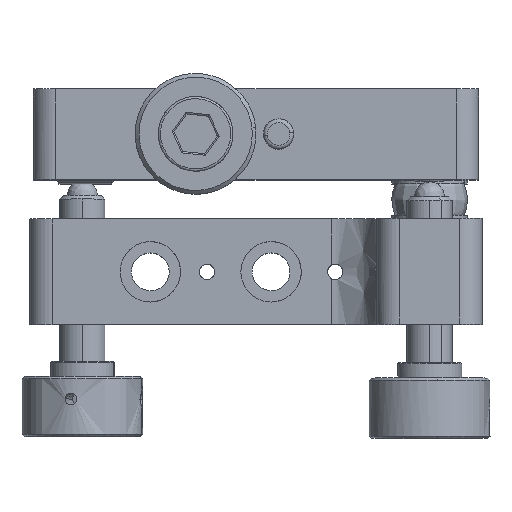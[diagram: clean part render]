
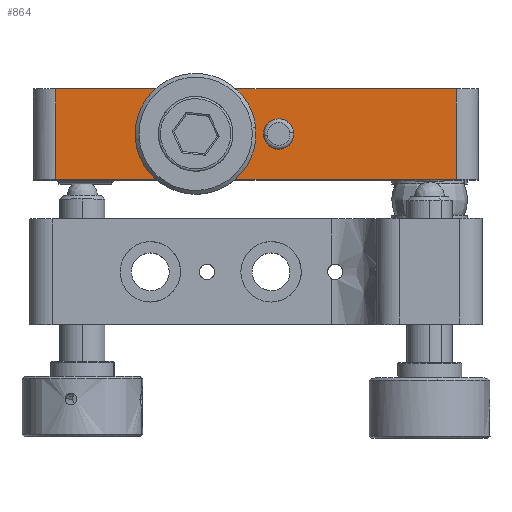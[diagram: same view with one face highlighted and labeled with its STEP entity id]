
A CAD part, top view. The second image highlights one B-rep face of the part: STEP entity #864.
In plain terms, the highlighted planar face has unit normal (0, 0, 1).
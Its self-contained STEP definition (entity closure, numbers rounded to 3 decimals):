
#255=FACE_BOUND('',#2368,.T.);
#256=FACE_BOUND('',#2369,.T.);
#864=ADVANCED_FACE('',(#1582,#255,#256),#11936,.T.);
#1582=FACE_OUTER_BOUND('',#2367,.T.);
#2367=EDGE_LOOP('',(#5642,#5643,#5644,#5645));
#2368=EDGE_LOOP('',(#5646,#5647));
#2369=EDGE_LOOP('',(#5648,#5649));
#5642=ORIENTED_EDGE('',*,*,#8024,.F.);
#5643=ORIENTED_EDGE('',*,*,#7944,.F.);
#5644=ORIENTED_EDGE('',*,*,#8025,.T.);
#5645=ORIENTED_EDGE('',*,*,#7983,.F.);
#5646=ORIENTED_EDGE('',*,*,#8180,.T.);
#5647=ORIENTED_EDGE('',*,*,#8072,.T.);
#5648=ORIENTED_EDGE('',*,*,#8026,.T.);
#5649=ORIENTED_EDGE('',*,*,#8071,.T.);
#7944=EDGE_CURVE('',#11349,#11350,#9388,.T.);
#7983=EDGE_CURVE('',#11403,#11404,#9405,.T.);
#8024=EDGE_CURVE('',#11350,#11403,#10086,.T.);
#8025=EDGE_CURVE('',#11349,#11404,#9423,.T.);
#8026=EDGE_CURVE('',#11449,#11448,#10087,.T.);
#8071=EDGE_CURVE('',#11448,#11449,#10112,.T.);
#8072=EDGE_CURVE('',#11446,#11447,#10113,.T.);
#8180=EDGE_CURVE('',#11447,#11446,#10182,.T.);
#9388=B_SPLINE_CURVE_WITH_KNOTS('',1,(#23913,#23914),.UNSPECIFIED.,.F.,
 .F.,(2,2),(-53.,0.),.UNSPECIFIED.);
#9405=B_SPLINE_CURVE_WITH_KNOTS('',1,(#24024,#24025),.UNSPECIFIED.,.F.,
 .F.,(2,2),(0.,53.),.UNSPECIFIED.);
#9423=B_SPLINE_CURVE_WITH_KNOTS('',1,(#24150,#24151),.UNSPECIFIED.,.F.,
 .F.,(2,2),(-12.,0.),.UNSPECIFIED.);
#10086=(
BOUNDED_CURVE()
B_SPLINE_CURVE(1,(#24148,#24149),.UNSPECIFIED.,.F.,.F.)
B_SPLINE_CURVE_WITH_KNOTS((2,2),(0.,12.),.UNSPECIFIED.)
CURVE()
GEOMETRIC_REPRESENTATION_ITEM()
RATIONAL_B_SPLINE_CURVE((1.,1.))
REPRESENTATION_ITEM('')
);
#10087=(
BOUNDED_CURVE()
B_SPLINE_CURVE(2,(#24152,#24153,#24154,#24155,#24156),.UNSPECIFIED.,.F.,
 .F.)
B_SPLINE_CURVE_WITH_KNOTS((3,2,3),(0.,3.142,6.283),
 .UNSPECIFIED.)
CURVE()
GEOMETRIC_REPRESENTATION_ITEM()
RATIONAL_B_SPLINE_CURVE((1.,0.707,1.,0.707,1.))
REPRESENTATION_ITEM('')
);
#10112=(
BOUNDED_CURVE()
B_SPLINE_CURVE(2,(#24283,#24284,#24285,#24286,#24287),.UNSPECIFIED.,.F.,
 .F.)
B_SPLINE_CURVE_WITH_KNOTS((3,2,3),(0.,3.142,6.283),
 .UNSPECIFIED.)
CURVE()
GEOMETRIC_REPRESENTATION_ITEM()
RATIONAL_B_SPLINE_CURVE((1.,0.707,1.,0.707,1.))
REPRESENTATION_ITEM('')
);
#10113=(
BOUNDED_CURVE()
B_SPLINE_CURVE(2,(#24288,#24289,#24290,#24291,#24292),.UNSPECIFIED.,.F.,
 .F.)
B_SPLINE_CURVE_WITH_KNOTS((3,2,3),(0.,3.864,7.728),
 .UNSPECIFIED.)
CURVE()
GEOMETRIC_REPRESENTATION_ITEM()
RATIONAL_B_SPLINE_CURVE((1.,0.707,1.,0.707,1.))
REPRESENTATION_ITEM('')
);
#10182=(
BOUNDED_CURVE()
B_SPLINE_CURVE(2,(#24588,#24589,#24590,#24591,#24592),.UNSPECIFIED.,.F.,
 .F.)
B_SPLINE_CURVE_WITH_KNOTS((3,2,3),(0.,3.864,7.728),
 .UNSPECIFIED.)
CURVE()
GEOMETRIC_REPRESENTATION_ITEM()
RATIONAL_B_SPLINE_CURVE((1.,0.707,1.,0.707,1.))
REPRESENTATION_ITEM('')
);
#11349=VERTEX_POINT('',#23738);
#11350=VERTEX_POINT('',#23739);
#11403=VERTEX_POINT('',#23792);
#11404=VERTEX_POINT('',#23793);
#11446=VERTEX_POINT('',#23835);
#11447=VERTEX_POINT('',#23836);
#11448=VERTEX_POINT('',#23837);
#11449=VERTEX_POINT('',#23838);
#11936=PLANE('',#12552);
#12552=AXIS2_PLACEMENT_3D('',#23074,#12878,$);
#12878=DIRECTION('',(0.,0.,1.));
#23074=CARTESIAN_POINT('',(32.206,23.461,65.575));
#23738=CARTESIAN_POINT('',(26.786,10.141,65.575));
#23739=CARTESIAN_POINT('',(-26.214,10.141,65.575));
#23792=CARTESIAN_POINT('',(-26.214,22.141,65.575));
#23793=CARTESIAN_POINT('',(26.786,22.141,65.575));
#23835=CARTESIAN_POINT('',(-5.254,16.141,65.575));
#23836=CARTESIAN_POINT('',(-10.174,16.141,65.575));
#23837=CARTESIAN_POINT('',(5.286,16.141,65.575));
#23838=CARTESIAN_POINT('',(1.286,16.141,65.575));
#23913=CARTESIAN_POINT('',(26.786,10.141,65.575));
#23914=CARTESIAN_POINT('',(-26.214,10.141,65.575));
#24024=CARTESIAN_POINT('',(-26.214,22.141,65.575));
#24025=CARTESIAN_POINT('',(26.786,22.141,65.575));
#24148=CARTESIAN_POINT('',(-26.214,10.141,65.575));
#24149=CARTESIAN_POINT('',(-26.214,22.141,65.575));
#24150=CARTESIAN_POINT('',(26.786,10.141,65.575));
#24151=CARTESIAN_POINT('',(26.786,22.141,65.575));
#24152=CARTESIAN_POINT('',(1.286,16.141,65.575));
#24153=CARTESIAN_POINT('',(1.286,18.141,65.575));
#24154=CARTESIAN_POINT('',(3.286,18.141,65.575));
#24155=CARTESIAN_POINT('',(5.286,18.141,65.575));
#24156=CARTESIAN_POINT('',(5.286,16.141,65.575));
#24283=CARTESIAN_POINT('',(5.286,16.141,65.575));
#24284=CARTESIAN_POINT('',(5.286,14.141,65.575));
#24285=CARTESIAN_POINT('',(3.286,14.141,65.575));
#24286=CARTESIAN_POINT('',(1.286,14.141,65.575));
#24287=CARTESIAN_POINT('',(1.286,16.141,65.575));
#24288=CARTESIAN_POINT('',(-5.254,16.141,65.575));
#24289=CARTESIAN_POINT('',(-5.254,13.681,65.575));
#24290=CARTESIAN_POINT('',(-7.714,13.681,65.575));
#24291=CARTESIAN_POINT('',(-10.174,13.681,65.575));
#24292=CARTESIAN_POINT('',(-10.174,16.141,65.575));
#24588=CARTESIAN_POINT('',(-10.174,16.141,65.575));
#24589=CARTESIAN_POINT('',(-10.174,18.601,65.575));
#24590=CARTESIAN_POINT('',(-7.714,18.601,65.575));
#24591=CARTESIAN_POINT('',(-5.254,18.601,65.575));
#24592=CARTESIAN_POINT('',(-5.254,16.141,65.575));
